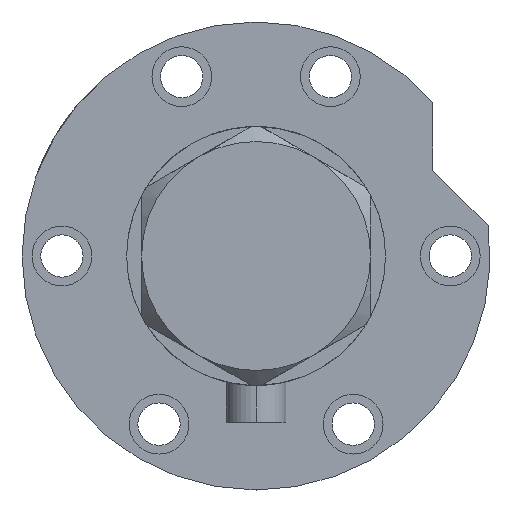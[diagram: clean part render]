
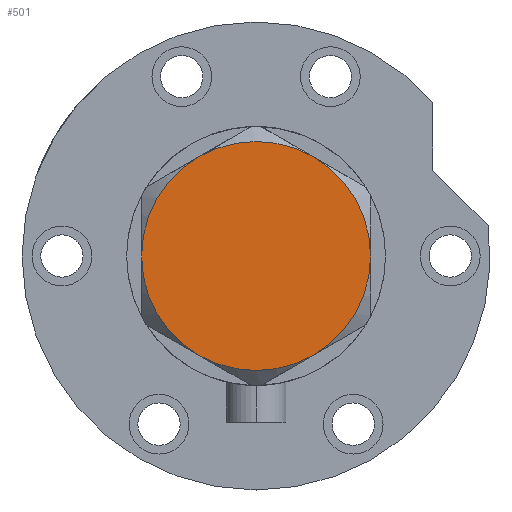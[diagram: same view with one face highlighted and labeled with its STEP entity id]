
A CAD part, left-side view. The second image highlights one B-rep face of the part: STEP entity #501.
In plain terms, the highlighted face is planar.
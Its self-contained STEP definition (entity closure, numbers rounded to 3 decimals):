
#161 = CARTESIAN_POINT ( 'NONE',  ( 0., 0., 9. ) ) ;
#415 = VERTEX_POINT ( 'NONE', #5643 ) ;
#416 = CARTESIAN_POINT ( 'NONE',  ( 0., 0., 9. ) ) ;
#501 = ADVANCED_FACE ( 'NONE', ( #4597 ), #6192, .T. ) ;
#709 = CARTESIAN_POINT ( 'NONE',  ( 0., 0., 9. ) ) ;
#773 = DIRECTION ( 'NONE',  ( 1., 0., 0. ) ) ;
#822 = DIRECTION ( 'NONE',  ( 0., 0., 1. ) ) ;
#978 = VERTEX_POINT ( 'NONE', #4952 ) ;
#1352 = CIRCLE ( 'NONE', #4832, 23. ) ;
#1647 = ORIENTED_EDGE ( 'NONE', *, *, #6029, .T. ) ;
#1716 = AXIS2_PLACEMENT_3D ( 'NONE', #5894, #3642, #4109 ) ;
#1774 = EDGE_CURVE ( 'NONE', #2108, #2649, #2383, .T. ) ;
#1790 = CARTESIAN_POINT ( 'NONE',  ( 0., 0., 9. ) ) ;
#2108 = VERTEX_POINT ( 'NONE', #7142 ) ;
#2383 = CIRCLE ( 'NONE', #3436, 23. ) ;
#2649 = VERTEX_POINT ( 'NONE', #6671 ) ;
#2764 = EDGE_CURVE ( 'NONE', #5112, #2108, #6943, .T. ) ;
#2826 = DIRECTION ( 'NONE',  ( 1., 0., 0. ) ) ;
#3044 = ORIENTED_EDGE ( 'NONE', *, *, #6342, .T. ) ;
#3374 = DIRECTION ( 'NONE',  ( 0., 0., 1. ) ) ;
#3436 = AXIS2_PLACEMENT_3D ( 'NONE', #161, #5705, #4591 ) ;
#3599 = EDGE_CURVE ( 'NONE', #6524, #978, #1352, .T. ) ;
#3642 = DIRECTION ( 'NONE',  ( 0., 0., 1. ) ) ;
#3912 = CIRCLE ( 'NONE', #1716, 23. ) ;
#4067 = EDGE_LOOP ( 'NONE', ( #6363, #3044, #4185, #1647, #6888, #5812 ) ) ;
#4100 = DIRECTION ( 'NONE',  ( 0., 0., 1. ) ) ;
#4109 = DIRECTION ( 'NONE',  ( 1., 0., 0. ) ) ;
#4185 = ORIENTED_EDGE ( 'NONE', *, *, #3599, .T. ) ;
#4376 = AXIS2_PLACEMENT_3D ( 'NONE', #416, #822, #6927 ) ;
#4438 = CARTESIAN_POINT ( 'NONE',  ( 0., 0., 9. ) ) ;
#4480 = DIRECTION ( 'NONE',  ( 0., 0., 1. ) ) ;
#4502 = CIRCLE ( 'NONE', #4376, 23. ) ;
#4591 = DIRECTION ( 'NONE',  ( 1., 0., 0. ) ) ;
#4597 = FACE_OUTER_BOUND ( 'NONE', #4067, .T. ) ;
#4691 = CARTESIAN_POINT ( 'NONE',  ( 0., 0., 9. ) ) ;
#4832 = AXIS2_PLACEMENT_3D ( 'NONE', #4438, #6040, #6614 ) ;
#4882 = CARTESIAN_POINT ( 'NONE',  ( 11.5, 19.919, 9. ) ) ;
#4952 = CARTESIAN_POINT ( 'NONE',  ( -11.5, 19.919, 9. ) ) ;
#5112 = VERTEX_POINT ( 'NONE', #6376 ) ;
#5345 = AXIS2_PLACEMENT_3D ( 'NONE', #709, #3374, #2826 ) ;
#5643 = CARTESIAN_POINT ( 'NONE',  ( 23., 0., 9. ) ) ;
#5705 = DIRECTION ( 'NONE',  ( 0., 0., 1. ) ) ;
#5812 = ORIENTED_EDGE ( 'NONE', *, *, #1774, .T. ) ;
#5887 = AXIS2_PLACEMENT_3D ( 'NONE', #1790, #4480, #6189 ) ;
#5894 = CARTESIAN_POINT ( 'NONE',  ( 0., 0., 9. ) ) ;
#5932 = CIRCLE ( 'NONE', #7224, 23. ) ;
#5948 = EDGE_CURVE ( 'NONE', #2649, #415, #3912, .T. ) ;
#6029 = EDGE_CURVE ( 'NONE', #978, #5112, #4502, .T. ) ;
#6040 = DIRECTION ( 'NONE',  ( 0., 0., 1. ) ) ;
#6189 = DIRECTION ( 'NONE',  ( 1., 0., 0. ) ) ;
#6192 = PLANE ( 'NONE',  #5345 ) ;
#6342 = EDGE_CURVE ( 'NONE', #415, #6524, #5932, .T. ) ;
#6363 = ORIENTED_EDGE ( 'NONE', *, *, #5948, .T. ) ;
#6376 = CARTESIAN_POINT ( 'NONE',  ( -23., 0., 9. ) ) ;
#6524 = VERTEX_POINT ( 'NONE', #4882 ) ;
#6614 = DIRECTION ( 'NONE',  ( 1., 0., 0. ) ) ;
#6671 = CARTESIAN_POINT ( 'NONE',  ( 11.5, -19.919, 9. ) ) ;
#6888 = ORIENTED_EDGE ( 'NONE', *, *, #2764, .T. ) ;
#6927 = DIRECTION ( 'NONE',  ( 1., 0., 0. ) ) ;
#6943 = CIRCLE ( 'NONE', #5887, 23. ) ;
#7142 = CARTESIAN_POINT ( 'NONE',  ( -11.5, -19.919, 9. ) ) ;
#7224 = AXIS2_PLACEMENT_3D ( 'NONE', #4691, #4100, #773 ) ;
